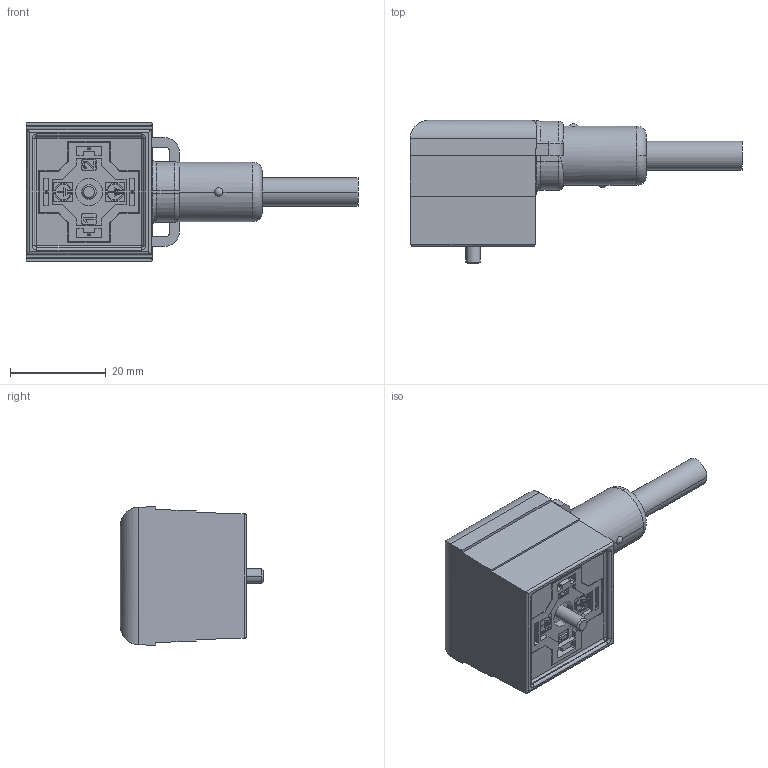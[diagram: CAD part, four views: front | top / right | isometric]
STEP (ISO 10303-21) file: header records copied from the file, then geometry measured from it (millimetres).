
FILE_DESCRIPTION( ( '' ), '1' );
FILE_NAME( '44457.stp', '2010-05-12T07:46:31', ( '' ), ( '' ), ' ', ' ', ' ' );
FILE_SCHEMA( ( 'CONFIG_CONTROL_DESIGN' ) );
Length unit declared in the file: millimetre
Products named in the file (1): 1
Bounding box: 69.5 x 30 x 29 mm (x, y, z)
Volume: 21051 mm3; surface area: 8394.3 mm2
Topology: 1 solids, 1 shells, 460 faces, 1237 edges, 805 vertices
Faces by surface type: plane 295, cylinder 131, torus 22, cone 6, sphere 6
Entity records: 14670 total; most frequent: CARTESIAN_POINT 2911, ORIENTED_EDGE 2466, DIRECTION 2406, EDGE_CURVE 1233, LINE 890, VECTOR 890, VERTEX_POINT 805, AXIS2_PLACEMENT_3D 758
